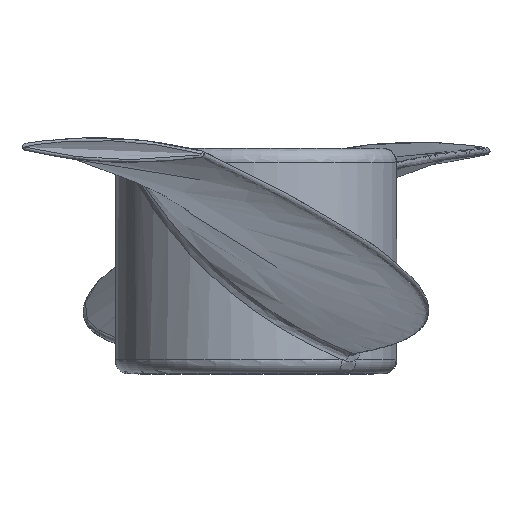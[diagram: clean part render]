
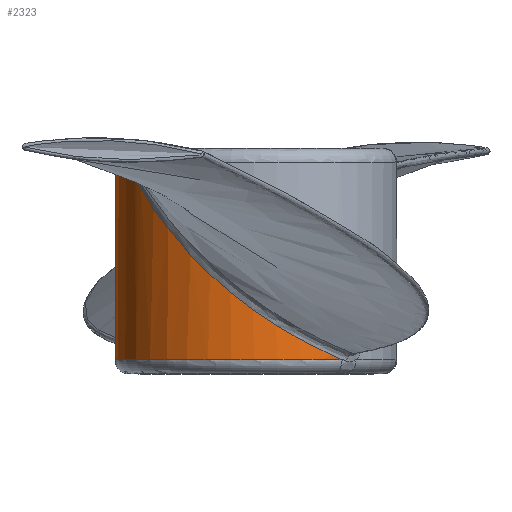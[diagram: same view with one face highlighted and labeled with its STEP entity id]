
A CAD part, top view. The second image highlights one B-rep face of the part: STEP entity #2323.
In plain terms, the highlighted cylindrical face has radius 2.5 mm (diameter 5 mm), a partial arc.
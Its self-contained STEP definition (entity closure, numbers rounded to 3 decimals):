
#63 = AXIS2_PLACEMENT_3D ( 'NONE', #1446, #1465, #2646 ) ;
#130 = ORIENTED_EDGE ( 'NONE', *, *, #482, .F. ) ;
#156 = ORIENTED_EDGE ( 'NONE', *, *, #1616, .F. ) ;
#223 = VERTEX_POINT ( 'NONE', #3720 ) ;
#244 = CARTESIAN_POINT ( 'NONE',  ( -32.5, -17.6, 23.777 ) ) ;
#289 = CARTESIAN_POINT ( 'NONE',  ( -33.982, -15.15, 25.822 ) ) ;
#306 = CARTESIAN_POINT ( 'NONE',  ( -32.546, -16.491, 26.313 ) ) ;
#343 = CARTESIAN_POINT ( 'NONE',  ( -31.014, -17.33, 25.788 ) ) ;
#355 = DIRECTION ( 'NONE',  ( 0.993, 0., 0.114 ) ) ;
#398 = CARTESIAN_POINT ( 'NONE',  ( -34.984, -17.35, 23.492 ) ) ;
#482 = EDGE_CURVE ( 'NONE', #223, #1558, #2915, .T. ) ;
#506 = EDGE_CURVE ( 'NONE', #2210, #223, #1498, .T. ) ;
#659 = CARTESIAN_POINT ( 'NONE',  ( -31.132, -17.28, 25.87 ) ) ;
#680 = CARTESIAN_POINT ( 'NONE',  ( -31.384, -17.164, 26.017 ) ) ;
#839 = CARTESIAN_POINT ( 'NONE',  ( -34.484, -14.429, 25.309 ) ) ;
#861 = CARTESIAN_POINT ( 'NONE',  ( -34.649, -14.152, 25.054 ) ) ;
#883 = CARTESIAN_POINT ( 'NONE',  ( -34.613, -13.85, 25.113 ) ) ;
#1176 = ORIENTED_EDGE ( 'NONE', *, *, #2435, .F. ) ;
#1226 = EDGE_LOOP ( 'NONE', ( #1914, #156, #1176, #130 ) ) ;
#1406 = CARTESIAN_POINT ( 'NONE',  ( -34.61, -14.209, 25.118 ) ) ;
#1437 = DIRECTION ( 'NONE',  ( -0.993, 0., -0.114 ) ) ;
#1443 = CARTESIAN_POINT ( 'NONE',  ( -34.598, -14.231, 25.137 ) ) ;
#1446 = CARTESIAN_POINT ( 'NONE',  ( -32.5, -17.35, 23.777 ) ) ;
#1465 = DIRECTION ( 'NONE',  ( 0., -1., 0. ) ) ;
#1498 = LINE ( 'NONE', #3320, #3218 ) ;
#1525 = CARTESIAN_POINT ( 'NONE',  ( -30.974, -17.35, 25.757 ) ) ;
#1558 = VERTEX_POINT ( 'NONE', #883 ) ;
#1616 = EDGE_CURVE ( 'NONE', #2269, #2210, #2985, .T. ) ;
#1691 = CARTESIAN_POINT ( 'NONE',  ( -30.974, -17.35, 25.757 ) ) ;
#1734 = CARTESIAN_POINT ( 'NONE',  ( -32.955, -16.178, 26.264 ) ) ;
#1746 = AXIS2_PLACEMENT_3D ( 'NONE', #1801, #3016, #355 ) ;
#1801 = CARTESIAN_POINT ( 'NONE',  ( -32.5, -13.85, 23.777 ) ) ;
#1914 = ORIENTED_EDGE ( 'NONE', *, *, #506, .F. ) ;
#1961 = CARTESIAN_POINT ( 'NONE',  ( -34.657, -13.911, 25.042 ) ) ;
#2020 = CARTESIAN_POINT ( 'NONE',  ( -34.622, -14.197, 25.098 ) ) ;
#2039 = CARTESIAN_POINT ( 'NONE',  ( -34.675, -14., 25.01 ) ) ;
#2054 = AXIS2_PLACEMENT_3D ( 'NONE', #244, #2563, #1437 ) ;
#2078 = CARTESIAN_POINT ( 'NONE',  ( -31.695, -17.008, 26.154 ) ) ;
#2210 = VERTEX_POINT ( 'NONE', #398 ) ;
#2269 = VERTEX_POINT ( 'NONE', #1691 ) ;
#2289 = CARTESIAN_POINT ( 'NONE',  ( -34.617, -13.854, 25.107 ) ) ;
#2304 = CYLINDRICAL_SURFACE ( 'NONE', #2054, 2.5 ) ;
#2323 = ADVANCED_FACE ( 'NONE', ( #2846 ), #2304, .T. ) ;
#2361 = DIRECTION ( 'NONE',  ( 0., 1., 0. ) ) ;
#2430 = CARTESIAN_POINT ( 'NONE',  ( -31.909, -16.889, 26.215 ) ) ;
#2435 = EDGE_CURVE ( 'NONE', #1558, #2269, #2498, .T. ) ;
#2498 = B_SPLINE_CURVE_WITH_KNOTS ( 'NONE', 3,
 ( #3427, #2289, #3156, #1961, #2039, #3214, #861, #2020, #1406, #1443, #3464, #839, #3175, #289, #3197, #1734, #306, #2430, #2078, #680, #3543, #659, #2643, #343, #2722, #1525 ),
 .UNSPECIFIED., .F., .F.,
 ( 4, 2, 2, 2, 2, 2, 2, 2, 2, 2, 2, 2, 4 ),
 ( 0., 0.003, 0.037, 0.054, 0.063, 0.071, 0.207, 0.477, 0.748, 0.884, 0.951, 0.985, 1. ),
 .UNSPECIFIED. ) ;
#2563 = DIRECTION ( 'NONE',  ( 0., 1., 0. ) ) ;
#2643 = CARTESIAN_POINT ( 'NONE',  ( -31.083, -17.301, 25.837 ) ) ;
#2646 = DIRECTION ( 'NONE',  ( 0.993, 0., 0.114 ) ) ;
#2722 = CARTESIAN_POINT ( 'NONE',  ( -30.994, -17.34, 25.772 ) ) ;
#2846 = FACE_OUTER_BOUND ( 'NONE', #1226, .T. ) ;
#2915 = CIRCLE ( 'NONE', #1746, 2.5 ) ;
#2985 = CIRCLE ( 'NONE', #63, 2.5 ) ;
#3016 = DIRECTION ( 'NONE',  ( 0., 1., 0. ) ) ;
#3156 = CARTESIAN_POINT ( 'NONE',  ( -34.62, -13.859, 25.102 ) ) ;
#3175 = CARTESIAN_POINT ( 'NONE',  ( -34.368, -14.61, 25.448 ) ) ;
#3197 = CARTESIAN_POINT ( 'NONE',  ( -33.669, -15.511, 26.019 ) ) ;
#3214 = CARTESIAN_POINT ( 'NONE',  ( -34.661, -14.115, 25.035 ) ) ;
#3218 = VECTOR ( 'NONE', #2361, 1000. ) ;
#3320 = CARTESIAN_POINT ( 'NONE',  ( -34.984, -17.6, 23.492 ) ) ;
#3427 = CARTESIAN_POINT ( 'NONE',  ( -34.613, -13.85, 25.113 ) ) ;
#3464 = CARTESIAN_POINT ( 'NONE',  ( -34.591, -14.242, 25.147 ) ) ;
#3543 = CARTESIAN_POINT ( 'NONE',  ( -31.281, -17.212, 25.963 ) ) ;
#3720 = CARTESIAN_POINT ( 'NONE',  ( -34.984, -13.85, 23.492 ) ) ;
